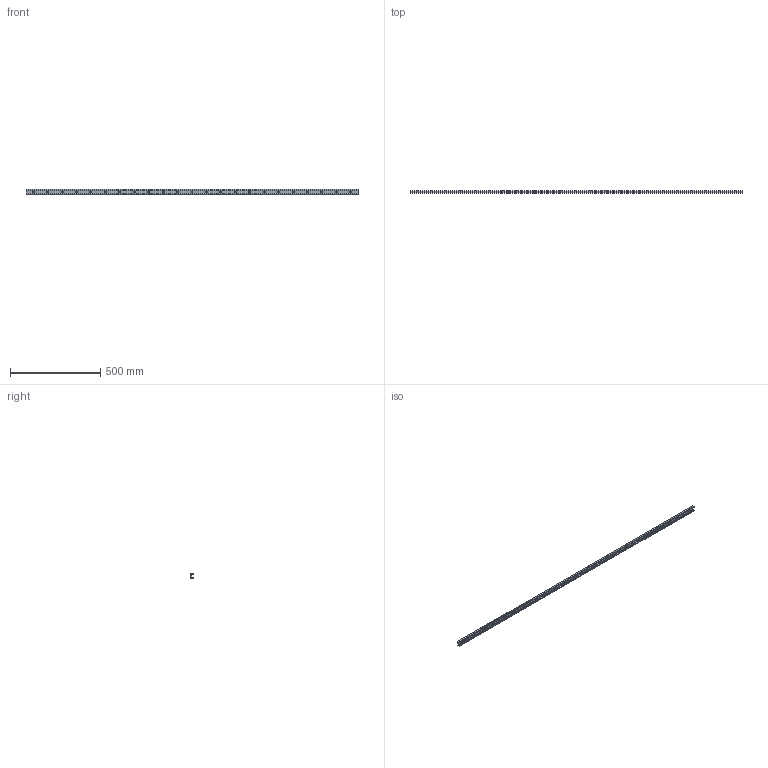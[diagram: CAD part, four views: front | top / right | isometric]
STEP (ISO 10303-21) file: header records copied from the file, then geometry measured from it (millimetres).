
FILE_DESCRIPTION((''),'2;1');
FILE_NAME('LCX 28H-1840.C.stp','2016-04-28T08:27:54',('MRathmann'),(''),'Autodesk Inventor 2012','Autodesk Inventor 2012','');
FILE_SCHEMA(('CONFIG_CONTROL_DESIGN'));
Length unit declared in the file: millimetre
Products named in the file (1): LCX 28H-1840.C
Bounding box: 1840 x 12.3 x 28 mm (x, y, z)
Volume: 297509.9 mm3; surface area: 178430.4 mm2
Topology: 1 solids, 1 shells, 93 faces, 227 edges, 159 vertices
Faces by surface type: cylinder 57, plane 36
Full cylindrical faces by diameter (mm): 6.4 x23, 11 x23
Entity records: 2500 total; most frequent: DIRECTION 460, CARTESIAN_POINT 388, ORIENTED_EDGE 316, AXIS2_PLACEMENT_3D 208, EDGE_LOOP 208, EDGE_CURVE 158, VERTEX_POINT 136, FACE_BOUND 115
